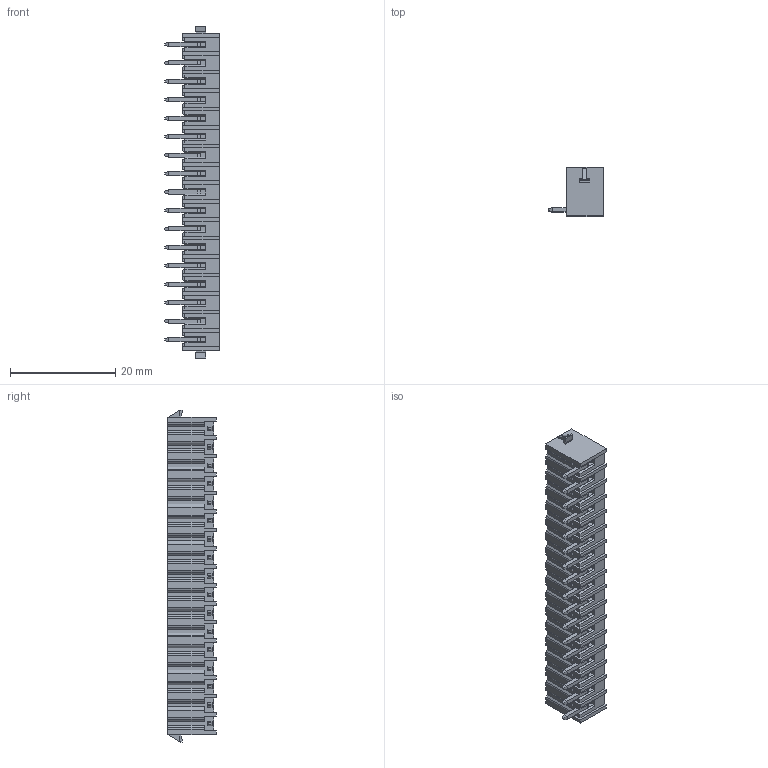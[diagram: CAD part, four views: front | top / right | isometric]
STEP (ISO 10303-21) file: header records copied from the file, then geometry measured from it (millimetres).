
FILE_DESCRIPTION((''),'2;1');
FILE_NAME('PRT0002','2024-10-12T',('sheji'),(''),'PRO/ENGINEER BY PARAMETRIC TECHNOLOGY CORPORATION, 2015240','PRO/ENGINEER BY PARAMETRIC TECHNOLOGY CORPORATION, 2015240','');
FILE_SCHEMA(('CONFIG_CONTROL_DESIGN'));
Length unit declared in the file: millimetre
Products named in the file (1): PRT0002
Bounding box: 10.4 x 9.2 x 63 mm (x, y, z)
Volume: 1706.8 mm3; surface area: 5420.9 mm2
Topology: 18 solids, 18 shells, 1082 faces, 2877 edges, 1884 vertices
Faces by surface type: plane 876, cylinder 172, cone 34
Entity records: 33182 total; most frequent: CARTESIAN_POINT 6234, ORIENTED_EDGE 5754, DIRECTION 5219, EDGE_CURVE 2877, VECTOR 2427, LINE 2427, VERTEX_POINT 1884, AXIS2_PLACEMENT_3D 1396
